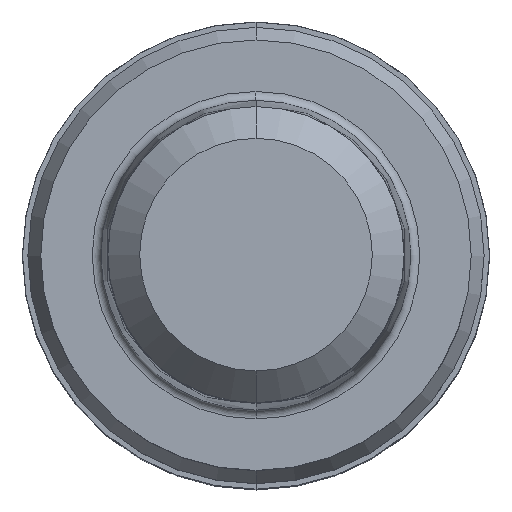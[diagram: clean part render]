
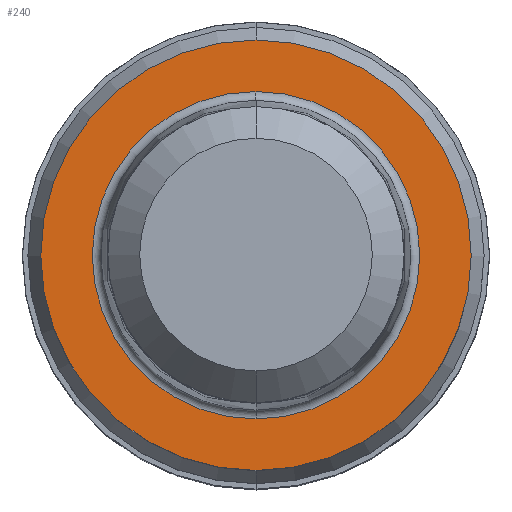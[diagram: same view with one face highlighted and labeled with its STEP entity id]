
A CAD part, top view. The second image highlights one B-rep face of the part: STEP entity #240.
In plain terms, the highlighted planar face has unit normal (0, 0, 1).
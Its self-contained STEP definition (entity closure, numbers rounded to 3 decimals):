
#222=EDGE_CURVE('',#320,#420,#531,.T.);
#240=ADVANCED_FACE('',(#550,#551),#552,.T.);
#262=EDGE_CURVE('',#420,#320,#576,.T.);
#310=VERTEX_POINT('',#631);
#314=EDGE_CURVE('',#418,#310,#635,.T.);
#320=VERTEX_POINT('',#641);
#322=EDGE_CURVE('',#310,#418,#643,.T.);
#418=VERTEX_POINT('',#759);
#420=VERTEX_POINT('',#761);
#531=CIRCLE('',#882,5.85);
#550=FACE_OUTER_BOUND('',#908,.T.);
#551=FACE_BOUND('',#909,.T.);
#552=PLANE('',#910);
#576=CIRCLE('',#940,5.85);
#631=CARTESIAN_POINT('',(0.0,4.45,0.01));
#635=CIRCLE('',#1014,4.45);
#641=CARTESIAN_POINT('',(0.0,5.85,0.01));
#643=CIRCLE('',#1024,4.45);
#759=CARTESIAN_POINT('',(0.,-4.45,0.01));
#761=CARTESIAN_POINT('',(0.,-5.85,0.01));
#882=AXIS2_PLACEMENT_3D('',#1283,#1284,#1285);
#908=EDGE_LOOP('',(#1301,#1302));
#909=EDGE_LOOP('',(#1303,#1304));
#910=AXIS2_PLACEMENT_3D('',#1305,#1306,#1307);
#940=AXIS2_PLACEMENT_3D('',#1334,#1335,#1336);
#1014=AXIS2_PLACEMENT_3D('',#1416,#1417,#1418);
#1024=AXIS2_PLACEMENT_3D('',#1422,#1423,#1424);
#1283=CARTESIAN_POINT('',(0.0,0.0,0.01));
#1284=DIRECTION('',(0.0,0.0,-1.0));
#1285=DIRECTION('',(0.0,1.0,0.0));
#1301=ORIENTED_EDGE('',*,*,#222,.F.);
#1302=ORIENTED_EDGE('',*,*,#262,.F.);
#1303=ORIENTED_EDGE('',*,*,#322,.T.);
#1304=ORIENTED_EDGE('',*,*,#314,.T.);
#1305=CARTESIAN_POINT('',(0.0,2.925,0.01));
#1306=DIRECTION('',(-0.0,0.0,1.0));
#1307=DIRECTION('',(0.0,-1.0,0.0));
#1334=CARTESIAN_POINT('',(0.0,0.0,0.01));
#1335=DIRECTION('',(0.0,0.0,-1.0));
#1336=DIRECTION('',(0.0,1.0,0.0));
#1416=CARTESIAN_POINT('',(0.0,0.0,0.01));
#1417=DIRECTION('',(0.0,0.0,-1.0));
#1418=DIRECTION('',(0.0,1.0,0.0));
#1422=CARTESIAN_POINT('',(0.0,0.0,0.01));
#1423=DIRECTION('',(0.0,0.0,-1.0));
#1424=DIRECTION('',(0.0,1.0,0.0));
